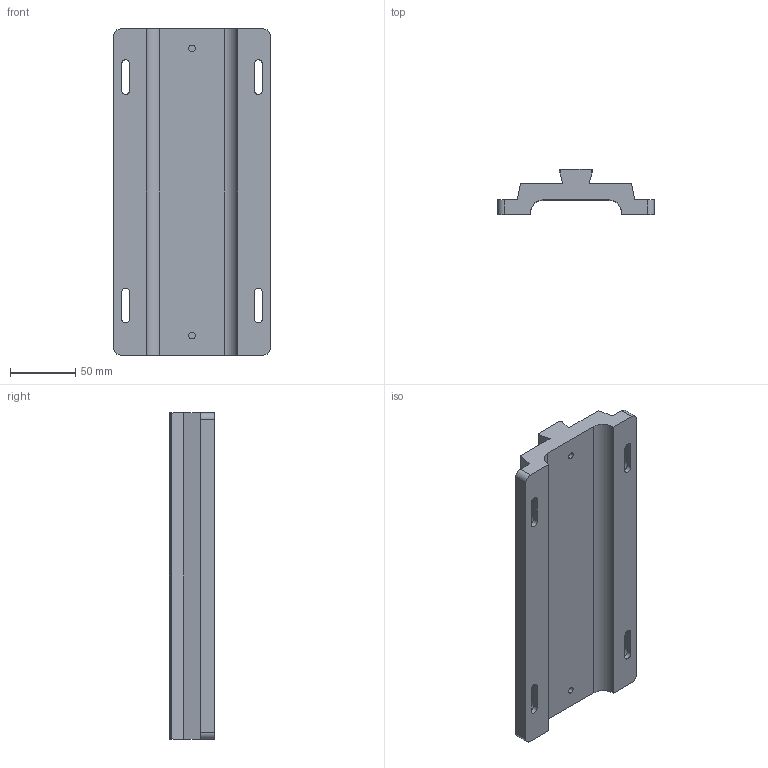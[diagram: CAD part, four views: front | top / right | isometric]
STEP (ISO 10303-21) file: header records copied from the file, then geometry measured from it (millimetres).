
FILE_DESCRIPTION (( 'STEP AP203' ), '1' );
FILE_NAME ('01OBH-1.STEP', '2016-02-25T08:58:21', ( '' ), ( '' ), 'SwSTEP 2.0', 'SolidWorks 2016', '' );
FILE_SCHEMA (( 'CONFIG_CONTROL_DESIGN' ));
Length unit declared in the file: millimetre
Products named in the file (1): 01OBH-1
Bounding box: 120 x 34.5 x 250 mm (x, y, z)
Surface area: 86660.7 mm2 (no closed solid volume)
Topology: 0 solids, 1 shells, 79 faces, 219 edges, 146 vertices
Faces by surface type: cylinder 41, plane 38
Entity records: 2666 total; most frequent: CARTESIAN_POINT 497, DIRECTION 441, ORIENTED_EDGE 434, EDGE_CURVE 219, AXIS2_PLACEMENT_3D 152, VERTEX_POINT 146, VECTOR 137, LINE 137
